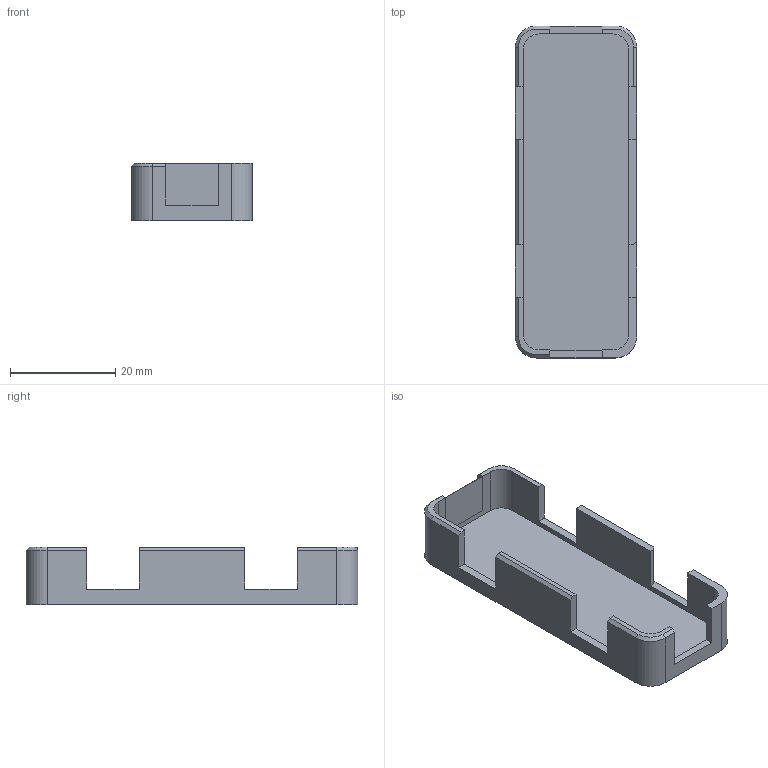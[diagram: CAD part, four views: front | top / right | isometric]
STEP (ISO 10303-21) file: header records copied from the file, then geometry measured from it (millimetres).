
FILE_DESCRIPTION(('FreeCAD Model'),'2;1');
FILE_NAME('Open CASCADE Shape Model','2024-08-07T17:11:33',(''),(''), 'Open CASCADE STEP processor 7.6','FreeCAD','Unknown');
FILE_SCHEMA(('AUTOMOTIVE_DESIGN { 1 0 10303 214 1 1 1 1 }'));
Length unit declared in the file: millimetre
Products named in the file (1): elevator_remote_bot
Bounding box: 23 x 63 x 11 mm (x, y, z)
Volume: 4323.8 mm3; surface area: 5395.8 mm2
Topology: 1 solids, 1 shells, 54 faces, 149 edges, 97 vertices
Faces by surface type: plane 43, cylinder 8, cone 3
Entity records: 1718 total; most frequent: CARTESIAN_POINT 301, ORIENTED_EDGE 298, DIRECTION 278, EDGE_CURVE 149, LINE 130, VECTOR 130, VERTEX_POINT 97, AXIS2_PLACEMENT_3D 74
